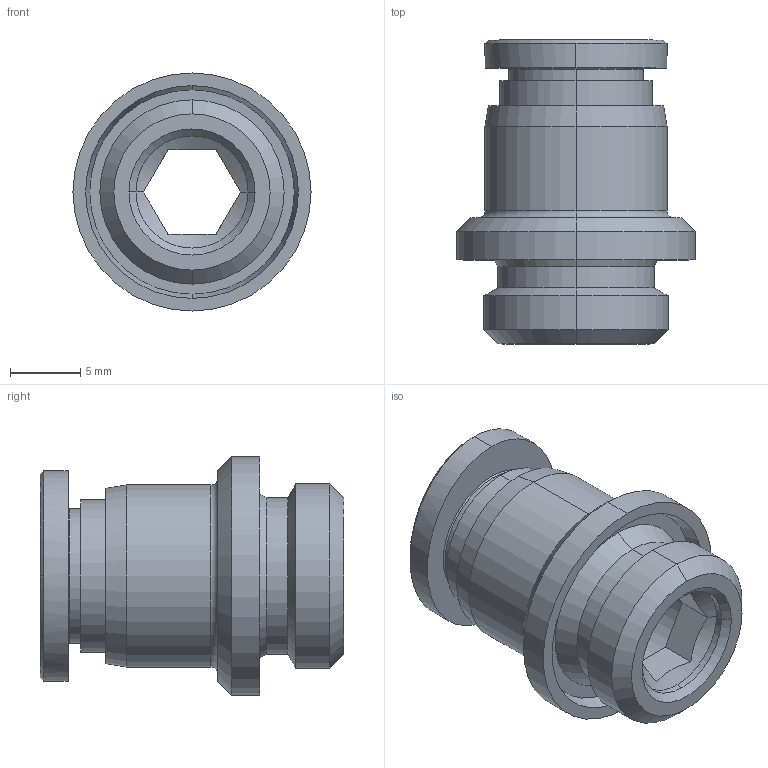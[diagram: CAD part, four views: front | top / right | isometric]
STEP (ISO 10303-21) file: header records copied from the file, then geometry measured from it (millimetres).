
FILE_DESCRIPTION (( 'STEP AP214' ), '1' );
FILE_NAME ('POC08-G02.STEP', '2018-09-10T08:56:15', ( '' ), ( '' ), 'SwSTEP 2.0', 'SolidWorks 2018', '' );
FILE_SCHEMA (( 'AUTOMOTIVE_DESIGN' ));
Length unit declared in the file: millimetre
Products named in the file (1): POC08-G02
Bounding box: 17 x 21.7 x 17 mm (x, y, z)
Surface area: 1972.4 mm2 (no closed solid volume)
Topology: 0 solids, 2 shells, 353 faces, 1165 edges, 776 vertices
Faces by surface type: plane 278, bspline 30, cylinder 23, cone 20, torus 2
Entity records: 17171 total; most frequent: CARTESIAN_POINT 3498, ORIENTED_EDGE 2064, DIRECTION 1805, EDGE_CURVE 1165, LINE 1013, VECTOR 1013, VERTEX_POINT 776, AXIS2_PLACEMENT_3D 396
